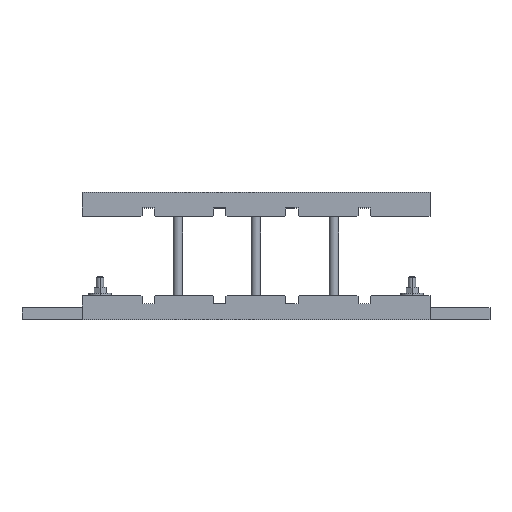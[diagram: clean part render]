
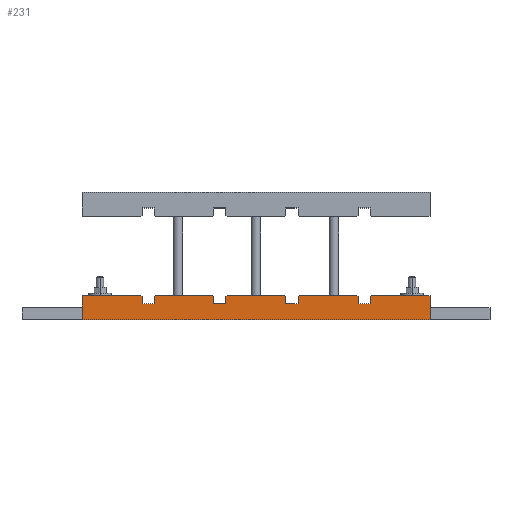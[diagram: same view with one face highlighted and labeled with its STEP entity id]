
A CAD part, top view. The second image highlights one B-rep face of the part: STEP entity #231.
In plain terms, the highlighted planar face has unit normal (0, 0, 1).
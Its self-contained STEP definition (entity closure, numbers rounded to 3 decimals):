
#231=ADVANCED_FACE('',(#852),#853,.F.);
#852=FACE_OUTER_BOUND('',#2074,.T.);
#853=PLANE('',#2075);
#2074=EDGE_LOOP('',(#3600,#3601,#3602,#3603,#3604,#3605,#3606,#3607,#3608,#3609,#3610,#3611,#3612,#3613,#3614,#3615,#3616,#3617,#3618,#3619,#3620,#3621,#3622,#3623,#3624,#3625,#3626,#3627));
#2075=AXIS2_PLACEMENT_3D('',#3628,#3629,#3630);
#3600=ORIENTED_EDGE('',*,*,#7919,.F.);
#3601=ORIENTED_EDGE('',*,*,#8008,.T.);
#3602=ORIENTED_EDGE('',*,*,#8009,.T.);
#3603=ORIENTED_EDGE('',*,*,#7838,.F.);
#3604=ORIENTED_EDGE('',*,*,#8010,.T.);
#3605=ORIENTED_EDGE('',*,*,#8011,.T.);
#3606=ORIENTED_EDGE('',*,*,#7930,.F.);
#3607=ORIENTED_EDGE('',*,*,#8012,.T.);
#3608=ORIENTED_EDGE('',*,*,#8013,.T.);
#3609=ORIENTED_EDGE('',*,*,#7864,.F.);
#3610=ORIENTED_EDGE('',*,*,#8014,.T.);
#3611=ORIENTED_EDGE('',*,*,#8015,.T.);
#3612=ORIENTED_EDGE('',*,*,#7938,.F.);
#3613=ORIENTED_EDGE('',*,*,#8016,.T.);
#3614=ORIENTED_EDGE('',*,*,#8017,.T.);
#3615=ORIENTED_EDGE('',*,*,#7890,.F.);
#3616=ORIENTED_EDGE('',*,*,#8018,.T.);
#3617=ORIENTED_EDGE('',*,*,#8019,.T.);
#3618=ORIENTED_EDGE('',*,*,#7978,.F.);
#3619=ORIENTED_EDGE('',*,*,#8020,.T.);
#3620=ORIENTED_EDGE('',*,*,#8021,.T.);
#3621=ORIENTED_EDGE('',*,*,#7957,.F.);
#3622=ORIENTED_EDGE('',*,*,#8022,.T.);
#3623=ORIENTED_EDGE('',*,*,#8023,.T.);
#3624=ORIENTED_EDGE('',*,*,#8024,.F.);
#3625=ORIENTED_EDGE('',*,*,#8004,.T.);
#3626=ORIENTED_EDGE('',*,*,#8025,.T.);
#3627=ORIENTED_EDGE('',*,*,#8026,.F.);
#3628=CARTESIAN_POINT('',(-156.753,-27.39,20.348));
#3629=DIRECTION('',(0.,0.0,-1.0));
#3630=DIRECTION('',(0.0,-1.0,0.0));
#7838=EDGE_CURVE('',#9295,#9297,#9298,.T.);
#7864=EDGE_CURVE('',#9345,#9347,#9348,.T.);
#7890=EDGE_CURVE('',#9395,#9397,#9398,.T.);
#7919=EDGE_CURVE('',#9444,#9446,#9447,.T.);
#7930=EDGE_CURVE('',#9461,#9463,#9464,.T.);
#7938=EDGE_CURVE('',#9473,#9475,#9476,.T.);
#7957=EDGE_CURVE('',#9510,#9512,#9513,.T.);
#7978=EDGE_CURVE('',#9545,#9547,#9548,.T.);
#8004=EDGE_CURVE('',#9590,#9588,#9591,.T.);
#8008=EDGE_CURVE('',#9444,#9596,#9597,.T.);
#8009=EDGE_CURVE('',#9596,#9297,#9598,.T.);
#8010=EDGE_CURVE('',#9295,#9599,#9600,.T.);
#8011=EDGE_CURVE('',#9599,#9463,#9601,.T.);
#8012=EDGE_CURVE('',#9461,#9602,#9603,.T.);
#8013=EDGE_CURVE('',#9602,#9347,#9604,.T.);
#8014=EDGE_CURVE('',#9345,#9605,#9606,.T.);
#8015=EDGE_CURVE('',#9605,#9475,#9607,.T.);
#8016=EDGE_CURVE('',#9473,#9608,#9609,.T.);
#8017=EDGE_CURVE('',#9608,#9397,#9610,.T.);
#8018=EDGE_CURVE('',#9395,#9611,#9612,.T.);
#8019=EDGE_CURVE('',#9611,#9547,#9613,.T.);
#8020=EDGE_CURVE('',#9545,#9614,#9615,.T.);
#8021=EDGE_CURVE('',#9614,#9512,#9616,.T.);
#8022=EDGE_CURVE('',#9510,#9617,#9618,.T.);
#8023=EDGE_CURVE('',#9617,#9619,#9620,.T.);
#8024=EDGE_CURVE('',#9590,#9619,#9621,.T.);
#8025=EDGE_CURVE('',#9588,#9622,#9623,.T.);
#8026=EDGE_CURVE('',#9446,#9622,#9624,.T.);
#9295=VERTEX_POINT('',#11624);
#9297=VERTEX_POINT('',#11627);
#9298=LINE('',#11628,#11629);
#9345=VERTEX_POINT('',#11700);
#9347=VERTEX_POINT('',#11703);
#9348=LINE('',#11704,#11705);
#9395=VERTEX_POINT('',#11776);
#9397=VERTEX_POINT('',#11779);
#9398=LINE('',#11780,#11781);
#9444=VERTEX_POINT('',#11854);
#9446=VERTEX_POINT('',#11857);
#9447=LINE('',#11858,#11859);
#9461=VERTEX_POINT('',#11881);
#9463=VERTEX_POINT('',#11884);
#9464=LINE('',#11885,#11886);
#9473=VERTEX_POINT('',#11901);
#9475=VERTEX_POINT('',#11904);
#9476=LINE('',#11905,#11906);
#9510=VERTEX_POINT('',#11957);
#9512=VERTEX_POINT('',#11960);
#9513=LINE('',#11961,#11962);
#9545=VERTEX_POINT('',#12013);
#9547=VERTEX_POINT('',#12016);
#9548=LINE('',#12017,#12018);
#9588=VERTEX_POINT('',#12082);
#9590=VERTEX_POINT('',#12085);
#9591=LINE('',#12086,#12087);
#9596=VERTEX_POINT('',#12095);
#9597=LINE('',#12096,#12097);
#9598=LINE('',#12098,#12099);
#9599=VERTEX_POINT('',#12100);
#9600=LINE('',#12101,#12102);
#9601=LINE('',#12103,#12104);
#9602=VERTEX_POINT('',#12105);
#9603=LINE('',#12106,#12107);
#9604=LINE('',#12108,#12109);
#9605=VERTEX_POINT('',#12110);
#9606=LINE('',#12111,#12112);
#9607=LINE('',#12113,#12114);
#9608=VERTEX_POINT('',#12115);
#9609=LINE('',#12116,#12117);
#9610=LINE('',#12118,#12119);
#9611=VERTEX_POINT('',#12120);
#9612=LINE('',#12121,#12122);
#9613=LINE('',#12123,#12124);
#9614=VERTEX_POINT('',#12125);
#9615=LINE('',#12126,#12127);
#9616=LINE('',#12128,#12129);
#9617=VERTEX_POINT('',#12130);
#9618=LINE('',#12131,#12132);
#9619=VERTEX_POINT('',#12133);
#9620=LINE('',#12134,#12135);
#9621=LINE('',#12136,#12137);
#9622=VERTEX_POINT('',#12138);
#9623=LINE('',#12139,#12140);
#9624=LINE('',#12141,#12142);
#11624=CARTESIAN_POINT('',(73.247,-34.39,20.348));
#11627=CARTESIAN_POINT('',(83.247,-34.39,20.348));
#11628=CARTESIAN_POINT('',(84.247,-34.39,20.348));
#11629=VECTOR('',#15676,1000.0);
#11700=CARTESIAN_POINT('',(13.247,-34.39,20.348));
#11703=CARTESIAN_POINT('',(23.247,-34.39,20.348));
#11704=CARTESIAN_POINT('',(24.247,-34.39,20.348));
#11705=VECTOR('',#15702,1000.0);
#11776=CARTESIAN_POINT('',(-46.753,-34.39,20.348));
#11779=CARTESIAN_POINT('',(-36.753,-34.39,20.348));
#11780=CARTESIAN_POINT('',(-35.753,-34.39,20.348));
#11781=VECTOR('',#15728,1000.0);
#11854=CARTESIAN_POINT('',(84.247,-27.39,20.348));
#11857=CARTESIAN_POINT('',(133.247,-27.39,20.348));
#11858=CARTESIAN_POINT('',(-156.753,-27.39,20.348));
#11859=VECTOR('',#15757,1000.0);
#11881=CARTESIAN_POINT('',(24.247,-27.39,20.348));
#11884=CARTESIAN_POINT('',(72.247,-27.39,20.348));
#11885=CARTESIAN_POINT('',(-156.753,-27.39,20.348));
#11886=VECTOR('',#15770,1000.0);
#11901=CARTESIAN_POINT('',(-35.753,-27.39,20.348));
#11904=CARTESIAN_POINT('',(12.247,-27.39,20.348));
#11905=CARTESIAN_POINT('',(-156.753,-27.39,20.348));
#11906=VECTOR('',#15778,1000.0);
#11957=CARTESIAN_POINT('',(-106.753,-34.39,20.348));
#11960=CARTESIAN_POINT('',(-96.753,-34.39,20.348));
#11961=CARTESIAN_POINT('',(-95.753,-34.39,20.348));
#11962=VECTOR('',#15797,1000.0);
#12013=CARTESIAN_POINT('',(-95.753,-27.39,20.348));
#12016=CARTESIAN_POINT('',(-47.753,-27.39,20.348));
#12017=CARTESIAN_POINT('',(-156.753,-27.39,20.348));
#12018=VECTOR('',#15818,1000.0);
#12082=CARTESIAN_POINT('',(-156.753,-47.39,20.348));
#12085=CARTESIAN_POINT('',(-156.753,-27.39,20.348));
#12086=CARTESIAN_POINT('',(-156.753,-27.39,20.348));
#12087=VECTOR('',#15844,1000.0);
#12095=CARTESIAN_POINT('',(83.247,-28.39,20.348));
#12096=CARTESIAN_POINT('',(84.247,-27.39,20.348));
#12097=VECTOR('',#15848,1000.0);
#12098=CARTESIAN_POINT('',(83.247,-28.39,20.348));
#12099=VECTOR('',#15849,1000.0);
#12100=CARTESIAN_POINT('',(73.247,-28.39,20.348));
#12101=CARTESIAN_POINT('',(73.247,-34.39,20.348));
#12102=VECTOR('',#15850,1000.0);
#12103=CARTESIAN_POINT('',(73.247,-28.39,20.348));
#12104=VECTOR('',#15851,1000.0);
#12105=CARTESIAN_POINT('',(23.247,-28.39,20.348));
#12106=CARTESIAN_POINT('',(24.247,-27.39,20.348));
#12107=VECTOR('',#15852,1000.0);
#12108=CARTESIAN_POINT('',(23.247,-28.39,20.348));
#12109=VECTOR('',#15853,1000.0);
#12110=CARTESIAN_POINT('',(13.247,-28.39,20.348));
#12111=CARTESIAN_POINT('',(13.247,-34.39,20.348));
#12112=VECTOR('',#15854,1000.0);
#12113=CARTESIAN_POINT('',(13.247,-28.39,20.348));
#12114=VECTOR('',#15855,1000.0);
#12115=CARTESIAN_POINT('',(-36.753,-28.39,20.348));
#12116=CARTESIAN_POINT('',(-35.753,-27.39,20.348));
#12117=VECTOR('',#15856,1000.0);
#12118=CARTESIAN_POINT('',(-36.753,-28.39,20.348));
#12119=VECTOR('',#15857,1000.0);
#12120=CARTESIAN_POINT('',(-46.753,-28.39,20.348));
#12121=CARTESIAN_POINT('',(-46.753,-34.39,20.348));
#12122=VECTOR('',#15858,1000.0);
#12123=CARTESIAN_POINT('',(-46.753,-28.39,20.348));
#12124=VECTOR('',#15859,1000.0);
#12125=CARTESIAN_POINT('',(-96.753,-28.39,20.348));
#12126=CARTESIAN_POINT('',(-95.753,-27.39,20.348));
#12127=VECTOR('',#15860,1000.0);
#12128=CARTESIAN_POINT('',(-96.753,-28.39,20.348));
#12129=VECTOR('',#15861,1000.0);
#12130=CARTESIAN_POINT('',(-106.753,-28.39,20.348));
#12131=CARTESIAN_POINT('',(-106.753,-34.39,20.348));
#12132=VECTOR('',#15862,1000.0);
#12133=CARTESIAN_POINT('',(-107.753,-27.39,20.348));
#12134=CARTESIAN_POINT('',(-106.753,-28.39,20.348));
#12135=VECTOR('',#15863,1000.0);
#12136=CARTESIAN_POINT('',(-156.753,-27.39,20.348));
#12137=VECTOR('',#15864,1000.0);
#12138=CARTESIAN_POINT('',(133.247,-47.39,20.348));
#12139=CARTESIAN_POINT('',(-156.753,-47.39,20.348));
#12140=VECTOR('',#15865,1000.0);
#12141=CARTESIAN_POINT('',(133.247,-27.39,20.348));
#12142=VECTOR('',#15866,1000.0);
#15676=DIRECTION('',(1.0,0.0,0.));
#15702=DIRECTION('',(1.0,0.0,0.));
#15728=DIRECTION('',(1.0,0.0,0.));
#15757=DIRECTION('',(1.0,0.0,0.));
#15770=DIRECTION('',(1.0,0.0,0.));
#15778=DIRECTION('',(1.0,0.0,0.));
#15797=DIRECTION('',(1.0,0.0,0.));
#15818=DIRECTION('',(1.0,0.0,0.));
#15844=DIRECTION('',(-0.0,-1.0,-0.0));
#15848=DIRECTION('',(-0.707,-0.707,0.0));
#15849=DIRECTION('',(0.0,-1.0,0.0));
#15850=DIRECTION('',(0.0,1.0,0.0));
#15851=DIRECTION('',(-0.707,0.707,0.0));
#15852=DIRECTION('',(-0.707,-0.707,0.0));
#15853=DIRECTION('',(0.0,-1.0,0.0));
#15854=DIRECTION('',(0.0,1.0,0.0));
#15855=DIRECTION('',(-0.707,0.707,0.0));
#15856=DIRECTION('',(-0.707,-0.707,0.0));
#15857=DIRECTION('',(0.0,-1.0,0.0));
#15858=DIRECTION('',(0.0,1.0,0.0));
#15859=DIRECTION('',(-0.707,0.707,0.0));
#15860=DIRECTION('',(-0.707,-0.707,0.0));
#15861=DIRECTION('',(0.0,-1.0,0.0));
#15862=DIRECTION('',(0.0,1.0,0.0));
#15863=DIRECTION('',(-0.707,0.707,0.0));
#15864=DIRECTION('',(1.0,0.0,0.));
#15865=DIRECTION('',(1.0,0.0,0.));
#15866=DIRECTION('',(-0.0,-1.0,-0.0));
